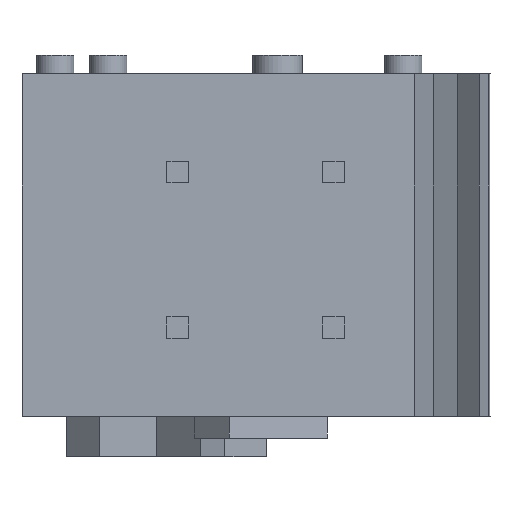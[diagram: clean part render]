
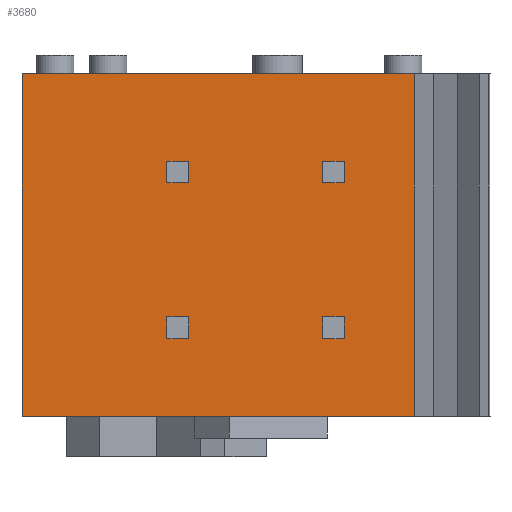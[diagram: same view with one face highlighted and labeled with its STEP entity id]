
A CAD part, front view. The second image highlights one B-rep face of the part: STEP entity #3680.
In plain terms, the highlighted planar face has unit normal (0, -1, 0).
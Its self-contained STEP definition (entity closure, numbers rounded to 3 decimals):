
#322=ORIENTED_EDGE('',*,*,#1067,.T.);
#323=ORIENTED_EDGE('',*,*,#1068,.T.);
#324=ORIENTED_EDGE('',*,*,#1069,.T.);
#325=ORIENTED_EDGE('',*,*,#1070,.T.);
#326=ORIENTED_EDGE('',*,*,#1071,.T.);
#327=ORIENTED_EDGE('',*,*,#1072,.T.);
#328=ORIENTED_EDGE('',*,*,#1073,.T.);
#329=ORIENTED_EDGE('',*,*,#1074,.T.);
#330=ORIENTED_EDGE('',*,*,#1075,.T.);
#331=ORIENTED_EDGE('',*,*,#1076,.T.);
#332=ORIENTED_EDGE('',*,*,#1077,.T.);
#333=ORIENTED_EDGE('',*,*,#1078,.T.);
#334=ORIENTED_EDGE('',*,*,#1079,.T.);
#335=ORIENTED_EDGE('',*,*,#1080,.T.);
#336=ORIENTED_EDGE('',*,*,#1081,.T.);
#337=ORIENTED_EDGE('',*,*,#1082,.T.);
#338=ORIENTED_EDGE('',*,*,#1083,.T.);
#339=ORIENTED_EDGE('',*,*,#1084,.F.);
#340=ORIENTED_EDGE('',*,*,#1085,.F.);
#341=ORIENTED_EDGE('',*,*,#1065,.T.);
#1065=EDGE_CURVE('',#1427,#1426,#1673,.T.);
#1067=EDGE_CURVE('',#1428,#1429,#1675,.T.);
#1068=EDGE_CURVE('',#1429,#1430,#1676,.T.);
#1069=EDGE_CURVE('',#1430,#1431,#1677,.T.);
#1070=EDGE_CURVE('',#1431,#1428,#1678,.T.);
#1071=EDGE_CURVE('',#1432,#1433,#1679,.T.);
#1072=EDGE_CURVE('',#1433,#1434,#1680,.T.);
#1073=EDGE_CURVE('',#1434,#1435,#1681,.T.);
#1074=EDGE_CURVE('',#1435,#1432,#1682,.T.);
#1075=EDGE_CURVE('',#1436,#1437,#1683,.T.);
#1076=EDGE_CURVE('',#1437,#1438,#1684,.T.);
#1077=EDGE_CURVE('',#1438,#1439,#1685,.T.);
#1078=EDGE_CURVE('',#1439,#1436,#1686,.T.);
#1079=EDGE_CURVE('',#1440,#1441,#1687,.T.);
#1080=EDGE_CURVE('',#1441,#1442,#1688,.T.);
#1081=EDGE_CURVE('',#1442,#1443,#1689,.T.);
#1082=EDGE_CURVE('',#1443,#1440,#1690,.T.);
#1083=EDGE_CURVE('',#1426,#1444,#1691,.T.);
#1084=EDGE_CURVE('',#1445,#1444,#1692,.T.);
#1085=EDGE_CURVE('',#1427,#1445,#1693,.T.);
#1426=VERTEX_POINT('',#5121);
#1427=VERTEX_POINT('',#5123);
#1428=VERTEX_POINT('',#5127);
#1429=VERTEX_POINT('',#5128);
#1430=VERTEX_POINT('',#5130);
#1431=VERTEX_POINT('',#5132);
#1432=VERTEX_POINT('',#5135);
#1433=VERTEX_POINT('',#5136);
#1434=VERTEX_POINT('',#5138);
#1435=VERTEX_POINT('',#5140);
#1436=VERTEX_POINT('',#5143);
#1437=VERTEX_POINT('',#5144);
#1438=VERTEX_POINT('',#5146);
#1439=VERTEX_POINT('',#5148);
#1440=VERTEX_POINT('',#5151);
#1441=VERTEX_POINT('',#5152);
#1442=VERTEX_POINT('',#5154);
#1443=VERTEX_POINT('',#5156);
#1444=VERTEX_POINT('',#5159);
#1445=VERTEX_POINT('',#5161);
#1673=LINE('',#5122,#1988);
#1675=LINE('',#5126,#1990);
#1676=LINE('',#5129,#1991);
#1677=LINE('',#5131,#1992);
#1678=LINE('',#5133,#1993);
#1679=LINE('',#5134,#1994);
#1680=LINE('',#5137,#1995);
#1681=LINE('',#5139,#1996);
#1682=LINE('',#5141,#1997);
#1683=LINE('',#5142,#1998);
#1684=LINE('',#5145,#1999);
#1685=LINE('',#5147,#2000);
#1686=LINE('',#5149,#2001);
#1687=LINE('',#5150,#2002);
#1688=LINE('',#5153,#2003);
#1689=LINE('',#5155,#2004);
#1690=LINE('',#5157,#2005);
#1691=LINE('',#5158,#2006);
#1692=LINE('',#5160,#2007);
#1693=LINE('',#5162,#2008);
#1988=VECTOR('',#4291,1000.);
#1990=VECTOR('',#4295,1000.);
#1991=VECTOR('',#4296,1000.);
#1992=VECTOR('',#4297,1000.);
#1993=VECTOR('',#4298,1000.);
#1994=VECTOR('',#4299,1000.);
#1995=VECTOR('',#4300,1000.);
#1996=VECTOR('',#4301,1000.);
#1997=VECTOR('',#4302,1000.);
#1998=VECTOR('',#4303,1000.);
#1999=VECTOR('',#4304,1000.);
#2000=VECTOR('',#4305,1000.);
#2001=VECTOR('',#4306,1000.);
#2002=VECTOR('',#4307,1000.);
#2003=VECTOR('',#4308,1000.);
#2004=VECTOR('',#4309,1000.);
#2005=VECTOR('',#4310,1000.);
#2006=VECTOR('',#4311,1000.);
#2007=VECTOR('',#4312,1000.);
#2008=VECTOR('',#4313,1000.);
#2205=EDGE_LOOP('',(#322,#323,#324,#325));
#2206=EDGE_LOOP('',(#326,#327,#328,#329));
#2207=EDGE_LOOP('',(#330,#331,#332,#333));
#2208=EDGE_LOOP('',(#334,#335,#336,#337));
#2209=EDGE_LOOP('',(#338,#339,#340,#341));
#2365=FACE_BOUND('',#2205,.T.);
#2366=FACE_BOUND('',#2206,.T.);
#2367=FACE_BOUND('',#2207,.T.);
#2368=FACE_BOUND('',#2208,.T.);
#2369=FACE_BOUND('',#2209,.T.);
#2522=PLANE('',#3872);
#3680=ADVANCED_FACE('',(#2365,#2366,#2367,#2368,#2369),#2522,.F.);
#3872=AXIS2_PLACEMENT_3D('',#5125,#4293,#4294);
#4291=DIRECTION('',(0.,0.,-1.));
#4293=DIRECTION('',(0.,1.,0.));
#4294=DIRECTION('',(0.,0.,1.));
#4295=DIRECTION('',(0.,0.,-1.));
#4296=DIRECTION('',(-1.,0.,0.));
#4297=DIRECTION('',(0.,0.,1.));
#4298=DIRECTION('',(1.,0.,0.));
#4299=DIRECTION('',(0.,0.,-1.));
#4300=DIRECTION('',(-1.,0.,0.));
#4301=DIRECTION('',(0.,0.,1.));
#4302=DIRECTION('',(1.,0.,0.));
#4303=DIRECTION('',(0.,0.,-1.));
#4304=DIRECTION('',(-1.,0.,0.));
#4305=DIRECTION('',(0.,0.,1.));
#4306=DIRECTION('',(1.,0.,0.));
#4307=DIRECTION('',(0.,0.,-1.));
#4308=DIRECTION('',(-1.,0.,0.));
#4309=DIRECTION('',(0.,0.,1.));
#4310=DIRECTION('',(1.,0.,0.));
#4311=DIRECTION('',(1.,0.,0.));
#4312=DIRECTION('',(0.,0.,-1.));
#4313=DIRECTION('',(1.,0.,0.));
#5121=CARTESIAN_POINT('',(-5.,0.,0.));
#5122=CARTESIAN_POINT('',(-5.,0.,10.));
#5123=CARTESIAN_POINT('',(-5.,0.,11.));
#5125=CARTESIAN_POINT('',(-5.,0.,10.));
#5126=CARTESIAN_POINT('',(5.35,0.,3.2));
#5127=CARTESIAN_POINT('',(5.35,0.,3.2));
#5128=CARTESIAN_POINT('',(5.35,0.,2.5));
#5129=CARTESIAN_POINT('',(5.35,0.,2.5));
#5130=CARTESIAN_POINT('',(4.65,0.,2.5));
#5131=CARTESIAN_POINT('',(4.65,0.,2.5));
#5132=CARTESIAN_POINT('',(4.65,0.,3.2));
#5133=CARTESIAN_POINT('',(4.65,0.,3.2));
#5134=CARTESIAN_POINT('',(0.35,0.,8.2));
#5135=CARTESIAN_POINT('',(0.35,0.,8.2));
#5136=CARTESIAN_POINT('',(0.35,0.,7.5));
#5137=CARTESIAN_POINT('',(0.35,0.,7.5));
#5138=CARTESIAN_POINT('',(-0.35,0.,7.5));
#5139=CARTESIAN_POINT('',(-0.35,0.,7.5));
#5140=CARTESIAN_POINT('',(-0.35,0.,8.2));
#5141=CARTESIAN_POINT('',(-0.35,0.,8.2));
#5142=CARTESIAN_POINT('',(5.35,0.,8.2));
#5143=CARTESIAN_POINT('',(5.35,0.,8.2));
#5144=CARTESIAN_POINT('',(5.35,0.,7.5));
#5145=CARTESIAN_POINT('',(5.35,0.,7.5));
#5146=CARTESIAN_POINT('',(4.65,0.,7.5));
#5147=CARTESIAN_POINT('',(4.65,0.,7.5));
#5148=CARTESIAN_POINT('',(4.65,0.,8.2));
#5149=CARTESIAN_POINT('',(4.65,0.,8.2));
#5150=CARTESIAN_POINT('',(0.35,0.,3.2));
#5151=CARTESIAN_POINT('',(0.35,0.,3.2));
#5152=CARTESIAN_POINT('',(0.35,0.,2.5));
#5153=CARTESIAN_POINT('',(0.35,0.,2.5));
#5154=CARTESIAN_POINT('',(-0.35,0.,2.5));
#5155=CARTESIAN_POINT('',(-0.35,0.,2.5));
#5156=CARTESIAN_POINT('',(-0.35,0.,3.2));
#5157=CARTESIAN_POINT('',(-0.35,0.,3.2));
#5158=CARTESIAN_POINT('',(-5.,0.,0.));
#5159=CARTESIAN_POINT('',(7.6,0.,0.));
#5160=CARTESIAN_POINT('',(7.6,0.,10.));
#5161=CARTESIAN_POINT('',(7.6,0.,11.));
#5162=CARTESIAN_POINT('',(-5.,0.,11.));
